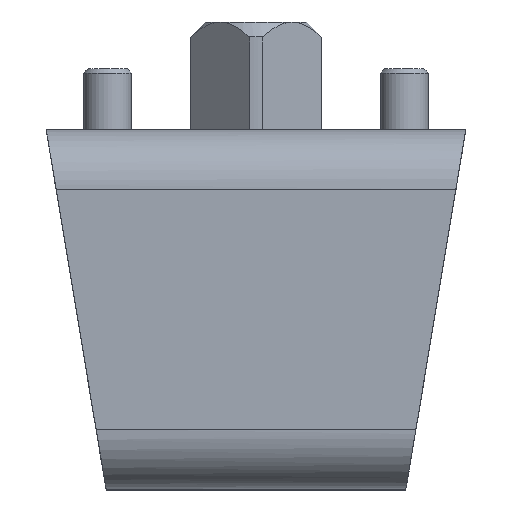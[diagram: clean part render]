
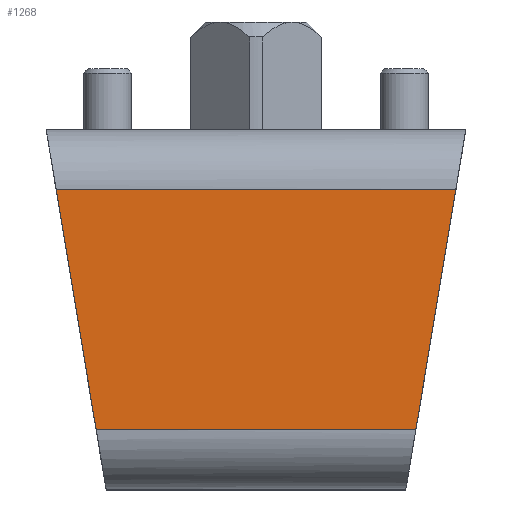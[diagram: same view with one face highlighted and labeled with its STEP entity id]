
A CAD part, top view. The second image highlights one B-rep face of the part: STEP entity #1268.
In plain terms, the highlighted planar face has unit normal (0, 0, 1).
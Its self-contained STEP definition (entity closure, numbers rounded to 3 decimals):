
#165=PLANE('',#1414);
#248=ORIENTED_EDGE('',*,*,#548,.T.);
#249=ORIENTED_EDGE('',*,*,#578,.T.);
#250=ORIENTED_EDGE('',*,*,#575,.F.);
#251=ORIENTED_EDGE('',*,*,#579,.T.);
#548=EDGE_CURVE('',#717,#716,#835,.T.);
#575=EDGE_CURVE('',#738,#739,#847,.T.);
#578=EDGE_CURVE('',#716,#739,#848,.T.);
#579=EDGE_CURVE('',#738,#717,#849,.T.);
#716=VERTEX_POINT('',#1964);
#717=VERTEX_POINT('',#1966);
#738=VERTEX_POINT('',#2020);
#739=VERTEX_POINT('',#2021);
#835=LINE('',#1965,#907);
#847=LINE('',#2019,#919);
#848=LINE('',#2025,#920);
#849=LINE('',#2026,#921);
#907=VECTOR('',#1561,1000.);
#919=VECTOR('',#1615,1000.);
#920=VECTOR('',#1622,1000.);
#921=VECTOR('',#1623,1000.);
#995=EDGE_LOOP('',(#248,#249,#250,#251));
#1121=FACE_BOUND('',#995,.T.);
#1268=ADVANCED_FACE('',(#1121),#165,.F.);
#1414=AXIS2_PLACEMENT_3D('',#2024,#1620,#1621);
#1561=DIRECTION('',(-1.,0.,0.));
#1615=DIRECTION('',(-1.,0.,0.));
#1620=DIRECTION('',(0.,0.,-1.));
#1621=DIRECTION('',(-1.,0.,0.));
#1622=DIRECTION('',(-0.164,-0.986,0.));
#1623=DIRECTION('',(-0.164,0.986,0.));
#1964=CARTESIAN_POINT('',(-26.667,50.,50.));
#1965=CARTESIAN_POINT('',(35.,50.,50.));
#1966=CARTESIAN_POINT('',(26.667,50.,50.));
#2019=CARTESIAN_POINT('',(35.,10.,50.));
#2020=CARTESIAN_POINT('',(33.333,10.,50.));
#2021=CARTESIAN_POINT('',(-33.333,10.,50.));
#2024=CARTESIAN_POINT('',(35.,50.,50.));
#2025=CARTESIAN_POINT('',(-25.,60.,50.));
#2026=CARTESIAN_POINT('',(35.,0.,50.));
